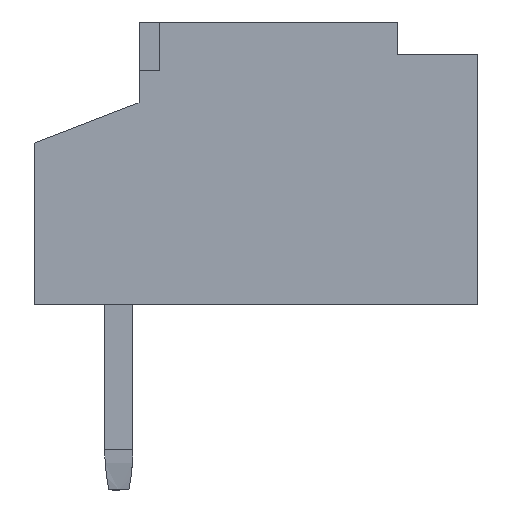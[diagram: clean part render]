
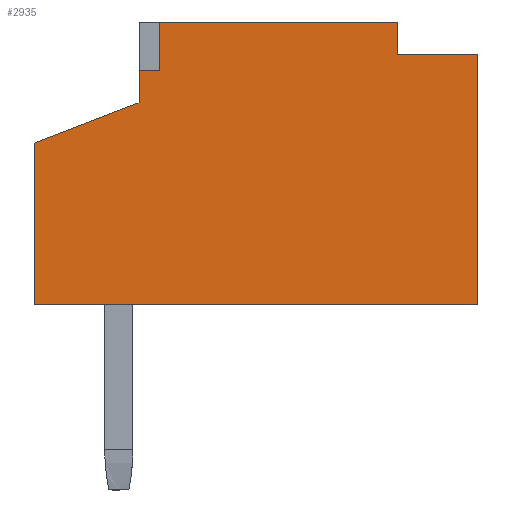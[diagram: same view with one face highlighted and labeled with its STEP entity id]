
A CAD part, left-side view. The second image highlights one B-rep face of the part: STEP entity #2935.
In plain terms, the highlighted planar face has unit normal (-1, 0, 0).
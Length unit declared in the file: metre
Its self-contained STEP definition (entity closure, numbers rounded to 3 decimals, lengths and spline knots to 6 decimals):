
#1139 = EDGE_CURVE( '', #3243, #3244, #3245, .T. );
#1367 = EDGE_CURVE( '', #3644, #3645, #3646, .T. );
#1419 = EDGE_CURVE( '', #3730, #3433, #3731, .T. );
#1727 = EDGE_CURVE( '', #3644, #4207, #4208, .T. );
#2611 = EDGE_CURVE( '', #3730, #4207, #5339, .T. );
#2625 = EDGE_CURVE( '', #5354, #5355, #5356, .T. );
#2713 = EDGE_CURVE( '', #3433, #5355, #5470, .T. );
#2935 = ADVANCED_FACE( '', ( #5732 ), #5733, .T. );
#2955 = EDGE_CURVE( '', #3598, #3645, #5753, .T. );
#3023 = EDGE_CURVE( '', #3598, #3243, #5831, .T. );
#3065 = EDGE_CURVE( '', #5354, #3244, #5884, .T. );
#3243 = VERTEX_POINT( '', #6112 );
#3244 = VERTEX_POINT( '', #6113 );
#3245 = LINE( '', #6114, #6115 );
#3433 = VERTEX_POINT( '', #6427 );
#3598 = VERTEX_POINT( '', #6678 );
#3644 = VERTEX_POINT( '', #6754 );
#3645 = VERTEX_POINT( '', #6755 );
#3646 = LINE( '', #6756, #6757 );
#3730 = VERTEX_POINT( '', #6904 );
#3731 = LINE( '', #6905, #6906 );
#4207 = VERTEX_POINT( '', #7796 );
#4208 = LINE( '', #7797, #7798 );
#5339 = LINE( '', #9897, #9898 );
#5354 = VERTEX_POINT( '', #9930 );
#5355 = VERTEX_POINT( '', #9931 );
#5356 = LINE( '', #9932, #9933 );
#5470 = LINE( '', #10109, #10110 );
#5732 = FACE_OUTER_BOUND( '', #10674, .T. );
#5733 = PLANE( '', #10675 );
#5753 = LINE( '', #10716, #10717 );
#5831 = LINE( '', #10850, #10851 );
#5884 = LINE( '', #10954, #10955 );
#6112 = CARTESIAN_POINT( '', ( -0.00525, -0.00176, 0.003734 ) );
#6113 = CARTESIAN_POINT( '', ( -0.00525, -0.00176, 0.003334 ) );
#6114 = CARTESIAN_POINT( '', ( -0.00525, -0.00176, 0.003734 ) );
#6115 = VECTOR( '', #11107, 1. );
#6427 = CARTESIAN_POINT( '', ( -0.00525, 0.00274, 0.000234 ) );
#6678 = CARTESIAN_POINT( '', ( -0.00525, 0.00119, 0.003734 ) );
#6754 = CARTESIAN_POINT( '', ( -0.00525, 0.00144, 0.003134 ) );
#6755 = CARTESIAN_POINT( '', ( -0.00525, 0.00119, 0.003134 ) );
#6756 = CARTESIAN_POINT( '', ( -0.00525, 0.00144, 0.003134 ) );
#6757 = VECTOR( '', #11469, 1. );
#6904 = CARTESIAN_POINT( '', ( -0.00525, 0.00274, 0.002234 ) );
#6905 = CARTESIAN_POINT( '', ( -0.00525, 0.00274, 0.002234 ) );
#6906 = VECTOR( '', #11560, 1. );
#7796 = CARTESIAN_POINT( '', ( -0.00525, 0.00144, 0.002734 ) );
#7797 = CARTESIAN_POINT( '', ( -0.00525, 0.00144, 0.003134 ) );
#7798 = VECTOR( '', #12031, 1. );
#9897 = CARTESIAN_POINT( '', ( -0.00525, 0.00274, 0.002234 ) );
#9898 = VECTOR( '', #13319, 1. );
#9930 = CARTESIAN_POINT( '', ( -0.00525, -0.00276, 0.003334 ) );
#9931 = CARTESIAN_POINT( '', ( -0.00525, -0.00276, 0.000234 ) );
#9932 = CARTESIAN_POINT( '', ( -0.00525, -0.00276, 0.003334 ) );
#9933 = VECTOR( '', #13323, 1. );
#10109 = CARTESIAN_POINT( '', ( -0.00525, 0.00274, 0.000234 ) );
#10110 = VECTOR( '', #13556, 1. );
#10674 = EDGE_LOOP( '', ( #13914, #13915, #13916, #13917, #13918, #13919, #13920, #13921, #13922, #13923 ) );
#10675 = AXIS2_PLACEMENT_3D( '', #13924, #13925, #13926 );
#10716 = CARTESIAN_POINT( '', ( -0.00525, 0.00119, 0.003734 ) );
#10717 = VECTOR( '', #13935, 1. );
#10850 = CARTESIAN_POINT( '', ( -0.00525, 0.00119, 0.003734 ) );
#10851 = VECTOR( '', #14030, 1. );
#10954 = CARTESIAN_POINT( '', ( -0.00525, -0.00276, 0.003334 ) );
#10955 = VECTOR( '', #14125, 1. );
#11107 = DIRECTION( '', ( 0., 0., -1. ) );
#11469 = DIRECTION( '', ( 0., -1., 0. ) );
#11560 = DIRECTION( '', ( 0., 0., -1. ) );
#12031 = DIRECTION( '', ( 0., 0., -1. ) );
#13319 = DIRECTION( '', ( 0., -0.933, 0.359 ) );
#13323 = DIRECTION( '', ( 0., 0., -1. ) );
#13556 = DIRECTION( '', ( 0., -1., 0. ) );
#13914 = ORIENTED_EDGE( '', *, *, #1727, .T. );
#13915 = ORIENTED_EDGE( '', *, *, #2611, .F. );
#13916 = ORIENTED_EDGE( '', *, *, #1419, .T. );
#13917 = ORIENTED_EDGE( '', *, *, #2713, .T. );
#13918 = ORIENTED_EDGE( '', *, *, #2625, .F. );
#13919 = ORIENTED_EDGE( '', *, *, #3065, .T. );
#13920 = ORIENTED_EDGE( '', *, *, #1139, .F. );
#13921 = ORIENTED_EDGE( '', *, *, #3023, .F. );
#13922 = ORIENTED_EDGE( '', *, *, #2955, .T. );
#13923 = ORIENTED_EDGE( '', *, *, #1367, .F. );
#13924 = CARTESIAN_POINT( '', ( -0.00525, 0.00274, 0.003734 ) );
#13925 = DIRECTION( '', ( -1., 0., 0. ) );
#13926 = DIRECTION( '', ( 0., 0., 1. ) );
#13935 = DIRECTION( '', ( 0., 0., -1. ) );
#14030 = DIRECTION( '', ( 0., -1., 0. ) );
#14125 = DIRECTION( '', ( 0., 1., 0. ) );
